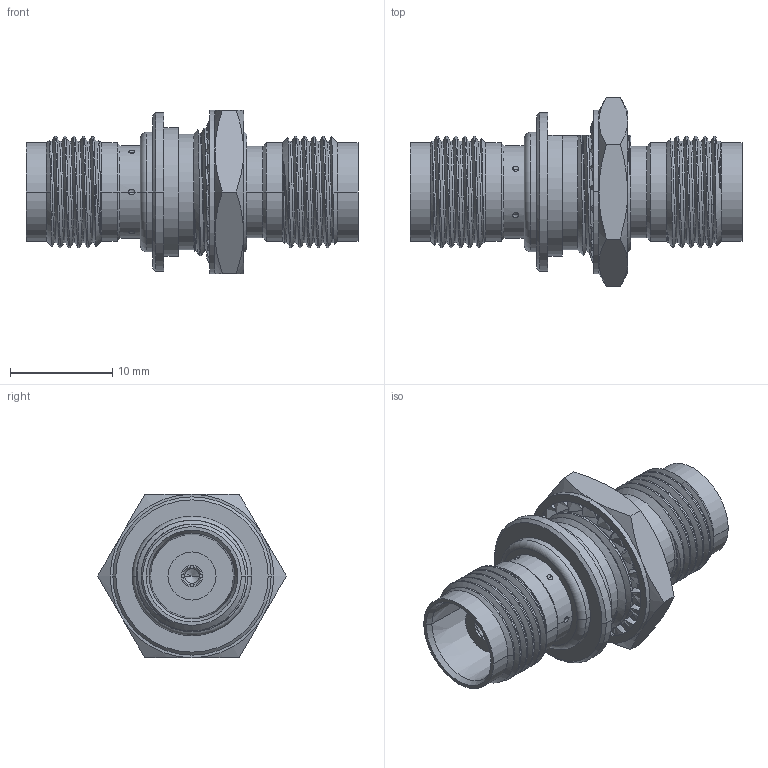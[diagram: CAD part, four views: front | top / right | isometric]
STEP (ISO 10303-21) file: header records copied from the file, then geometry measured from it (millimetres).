
FILE_DESCRIPTION((''),'2;1');
FILE_NAME('T7771B1-ND3G-50_SW0001','2020-07-23T10:50:32',('Madhan'),(''),'CREO PARAMETRIC BY PTC INC, 2019444','CREO PARAMETRIC BY PTC INC, 2019444','');
FILE_SCHEMA(('CONFIG_CONTROL_DESIGN'));
Length unit declared in the file: millimetre
Products named in the file (1): T7771B1-ND3G-50_SW0001
Bounding box: 32.5 x 18.48 x 16 mm (x, y, z)
Volume: 2480.5 mm3; surface area: 2904.8 mm2
Topology: 1 solids, 1 shells, 442 faces, 1359 edges, 885 vertices
Faces by surface type: bspline 155, plane 110, cylinder 97, cone 66, sphere 12, torus 2
Entity records: 26780 total; most frequent: CARTESIAN_POINT 16055, ORIENTED_EDGE 2686, DIRECTION 1576, EDGE_CURVE 1343, VERTEX_POINT 885, B_SPLINE_CURVE_WITH_KNOTS 592, AXIS2_PLACEMENT_3D 538, VECTOR 500
